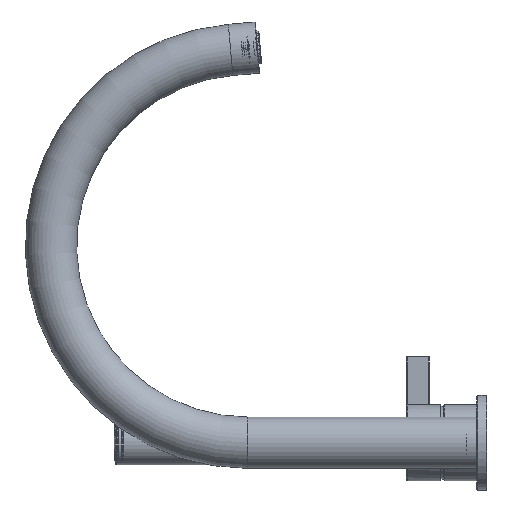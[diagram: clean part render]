
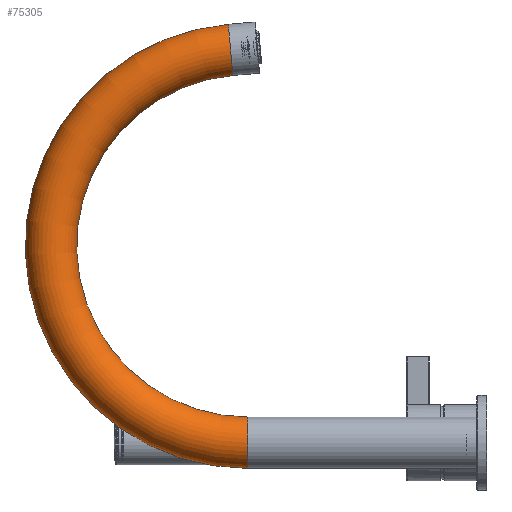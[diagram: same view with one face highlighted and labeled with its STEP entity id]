
A CAD part, left-side view. The second image highlights one B-rep face of the part: STEP entity #75305.
In plain terms, the highlighted toroidal (fillet/blend) face has major radius 103 mm and minor radius 13.45 mm.
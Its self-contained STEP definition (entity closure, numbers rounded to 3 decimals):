
#16233=TOROIDAL_SURFACE('',#81588,103.,13.45);
#18667=ORIENTED_EDGE('',*,*,#40890,.F.);
#18668=ORIENTED_EDGE('',*,*,#40889,.F.);
#40889=EDGE_CURVE('',#52301,#52301,#59576,.T.);
#40890=EDGE_CURVE('',#52302,#52302,#59577,.T.);
#52301=VERTEX_POINT('',#122008);
#52302=VERTEX_POINT('',#122011);
#59576=CIRCLE('',#81587,13.45);
#59577=CIRCLE('',#81589,13.45);
#61295=EDGE_LOOP('',(#18667));
#61296=EDGE_LOOP('',(#18668));
#66821=FACE_BOUND('',#61295,.T.);
#66822=FACE_BOUND('',#61296,.T.);
#75305=ADVANCED_FACE('',(#66821,#66822),#16233,.T.);
#81587=AXIS2_PLACEMENT_3D('',#122007,#88469,#88470);
#81588=AXIS2_PLACEMENT_3D('',#122009,#88471,#88472);
#81589=AXIS2_PLACEMENT_3D('',#122010,#88473,#88474);
#88469=DIRECTION('',(0.087,0.,0.996));
#88470=DIRECTION('',(-0.996,0.,0.087));
#88471=DIRECTION('',(0.,-1.,0.));
#88472=DIRECTION('',(1.,0.,0.));
#88473=DIRECTION('',(0.,0.,1.));
#88474=DIRECTION('',(1.,0.,0.));
#122007=CARTESIAN_POINT('',(205.608,0.,-128.977));
#122008=CARTESIAN_POINT('',(192.209,0.,-127.805));
#122009=CARTESIAN_POINT('',(103.,0.,-120.));
#122010=CARTESIAN_POINT('',(0.,0.,-120.));
#122011=CARTESIAN_POINT('',(13.45,0.,-120.));
